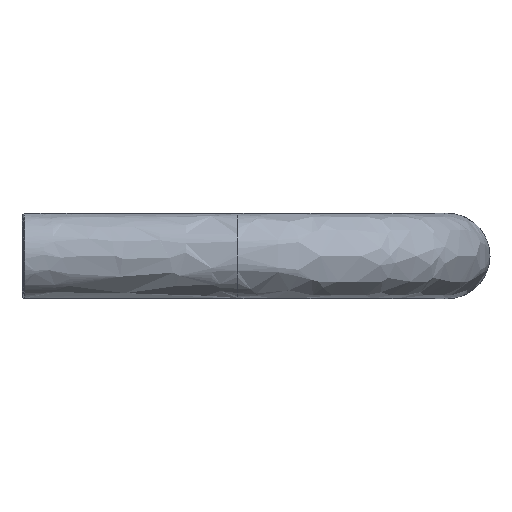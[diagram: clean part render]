
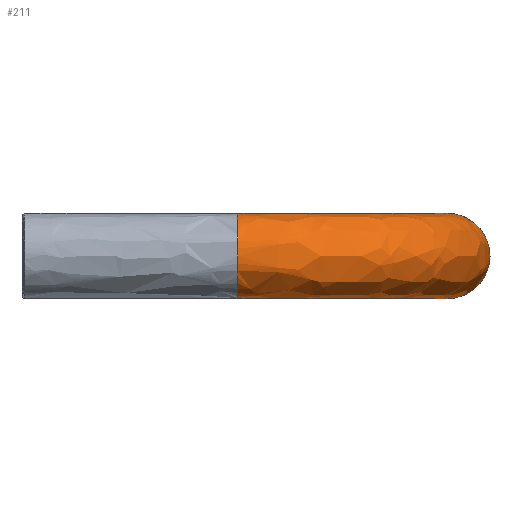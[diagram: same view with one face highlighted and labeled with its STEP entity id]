
A CAD part, front view. The second image highlights one B-rep face of the part: STEP entity #211.
In plain terms, the highlighted free-form (B-spline) face has degree [3, 3] with [4, 4] control points.
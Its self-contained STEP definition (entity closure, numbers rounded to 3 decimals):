
#117 =( BOUNDED_SURFACE ( )  B_SPLINE_SURFACE ( 3, 3, ( 
 ( #538, #1790, #2036, #800 ),
 ( #2561, #1056, #2466, #467 ),
 ( #2238, #733, #2486, #986 ),
 ( #2753, #1245, #2996, #1490 ) ),
 .UNSPECIFIED., .F., .F., .T. ) 
 B_SPLINE_SURFACE_WITH_KNOTS ( ( 4, 4 ),
 ( 4, 4 ),
 ( 0., 1. ),
 ( 0., 1. ),
 .UNSPECIFIED. ) 
 GEOMETRIC_REPRESENTATION_ITEM ( )  RATIONAL_B_SPLINE_SURFACE ( (
 ( 1., 0.807, 0.807, 1.),
 ( 0.333, 0.269, 0.269, 0.333),
 ( 0.333, 0.269, 0.269, 0.333),
 ( 1., 0.807, 0.807, 1.) ) ) 
 REPRESENTATION_ITEM ( '' )  SURFACE ( )  );
#153 = DIRECTION ( 'NONE',  ( 0., 0., -1. ) ) ;
#211 = ADVANCED_FACE ( 'NONE', ( #528 ), #117, .T. ) ;
#227 = CARTESIAN_POINT ( 'NONE',  ( 150., -348.685, 30.15 ) ) ;
#264 = AXIS2_PLACEMENT_3D ( 'NONE', #1148, #2904, #1397 ) ;
#433 = EDGE_CURVE ( 'NONE', #1354, #1241, #967, .T. ) ;
#467 = CARTESIAN_POINT ( 'NONE',  ( 152.361, -558.97, -30.15 ) ) ;
#471 = DIRECTION ( 'NONE',  ( 1., 0., 0. ) ) ;
#528 = FACE_OUTER_BOUND ( 'NONE', #2510, .T. ) ;
#538 = CARTESIAN_POINT ( 'NONE',  ( 300., -348.685, -30.15 ) ) ;
#649 = AXIS2_PLACEMENT_3D ( 'NONE', #3171, #1654, #153 ) ;
#733 = CARTESIAN_POINT ( 'NONE',  ( 360.604, -470.498, 30.15 ) ) ;
#787 = EDGE_CURVE ( 'NONE', #1479, #2972, #2657, .T. ) ;
#800 = CARTESIAN_POINT ( 'NONE',  ( 151.309, -498.68, -30.15 ) ) ;
#967 = CIRCLE ( 'NONE', #2412, 150. ) ;
#986 = CARTESIAN_POINT ( 'NONE',  ( 152.361, -558.97, 30.15 ) ) ;
#1056 = CARTESIAN_POINT ( 'NONE',  ( 360.604, -470.498, -30.15 ) ) ;
#1148 = CARTESIAN_POINT ( 'NONE',  ( 151.309, -498.68, 0. ) ) ;
#1214 = DIRECTION ( 'NONE',  ( 0., 0., -1. ) ) ;
#1241 = VERTEX_POINT ( 'NONE', #2529 ) ;
#1245 = CARTESIAN_POINT ( 'NONE',  ( 300., -435.946, 30.15 ) ) ;
#1354 = VERTEX_POINT ( 'NONE', #1774 ) ;
#1397 = DIRECTION ( 'NONE',  ( 0., 0., -1. ) ) ;
#1479 = VERTEX_POINT ( 'NONE', #1784 ) ;
#1490 = CARTESIAN_POINT ( 'NONE',  ( 151.309, -498.68, 30.15 ) ) ;
#1568 = CARTESIAN_POINT ( 'NONE',  ( 151.309, -498.68, 30.15 ) ) ;
#1605 = ORIENTED_EDGE ( 'NONE', *, *, #787, .T. ) ;
#1654 = DIRECTION ( 'NONE',  ( 0.009, -1., 0. ) ) ;
#1774 = CARTESIAN_POINT ( 'NONE',  ( 300., -348.685, -30.15 ) ) ;
#1784 = CARTESIAN_POINT ( 'NONE',  ( 300., -348.685, 30.15 ) ) ;
#1790 = CARTESIAN_POINT ( 'NONE',  ( 300., -435.946, -30.15 ) ) ;
#1805 = AXIS2_PLACEMENT_3D ( 'NONE', #227, #1985, #471 ) ;
#1876 = ORIENTED_EDGE ( 'NONE', *, *, #433, .F. ) ;
#1985 = DIRECTION ( 'NONE',  ( 0., 0., -1. ) ) ;
#2036 = CARTESIAN_POINT ( 'NONE',  ( 238.567, -497.918, -30.15 ) ) ;
#2238 = CARTESIAN_POINT ( 'NONE',  ( 360.298, -348.159, 30.15 ) ) ;
#2256 = EDGE_CURVE ( 'NONE', #1241, #2972, #2606, .T. ) ;
#2361 = CIRCLE ( 'NONE', #649, 30.15 ) ;
#2412 = AXIS2_PLACEMENT_3D ( 'NONE', #2716, #1214, #2961 ) ;
#2466 = CARTESIAN_POINT ( 'NONE',  ( 274.693, -557.597, -30.15 ) ) ;
#2486 = CARTESIAN_POINT ( 'NONE',  ( 274.693, -557.597, 30.15 ) ) ;
#2510 = EDGE_LOOP ( 'NONE', ( #2656, #1605, #2618, #1876 ) ) ;
#2529 = CARTESIAN_POINT ( 'NONE',  ( 151.309, -498.68, -30.15 ) ) ;
#2561 = CARTESIAN_POINT ( 'NONE',  ( 360.298, -348.159, -30.15 ) ) ;
#2606 = CIRCLE ( 'NONE', #264, 30.15 ) ;
#2618 = ORIENTED_EDGE ( 'NONE', *, *, #2256, .F. ) ;
#2656 = ORIENTED_EDGE ( 'NONE', *, *, #2705, .T. ) ;
#2657 = CIRCLE ( 'NONE', #1805, 150. ) ;
#2705 = EDGE_CURVE ( 'NONE', #1354, #1479, #2361, .T. ) ;
#2716 = CARTESIAN_POINT ( 'NONE',  ( 150., -348.685, -30.15 ) ) ;
#2753 = CARTESIAN_POINT ( 'NONE',  ( 300., -348.685, 30.15 ) ) ;
#2904 = DIRECTION ( 'NONE',  ( -1., -0.017, 0. ) ) ;
#2961 = DIRECTION ( 'NONE',  ( 1., 0., 0. ) ) ;
#2972 = VERTEX_POINT ( 'NONE', #1568 ) ;
#2996 = CARTESIAN_POINT ( 'NONE',  ( 238.567, -497.918, 30.15 ) ) ;
#3171 = CARTESIAN_POINT ( 'NONE',  ( 300., -348.685, 0. ) ) ;
